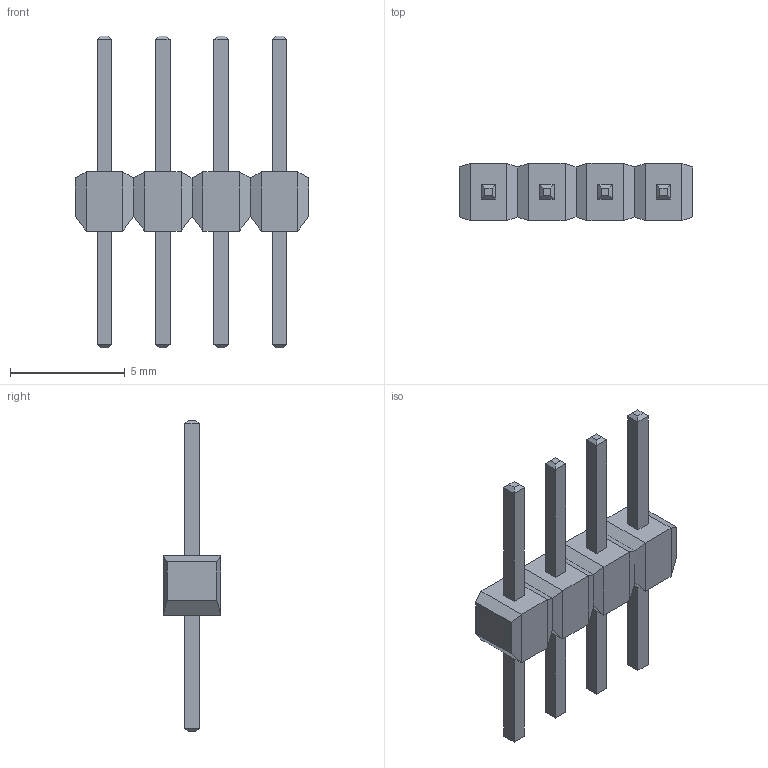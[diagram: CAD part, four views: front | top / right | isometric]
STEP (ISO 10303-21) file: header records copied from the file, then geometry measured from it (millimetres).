
FILE_DESCRIPTION(('STEP AP214'),'1');
FILE_NAME('CONN_PH1-04-UA_ADM','2023-09-13T03:52:52',(''),(''),'','','');
FILE_SCHEMA(('AUTOMOTIVE_DESIGN'));
Length unit declared in the file: millimetre
Products named in the file (1): product
Bounding box: 10.16 x 2.49 x 13.56 mm (x, y, z)
Volume: 77.2 mm3; surface area: 229.7 mm2
Topology: 9 solids, 9 shells, 130 faces, 260 edges, 148 vertices
Faces by surface type: plane 130
Entity records: 3218 total; most frequent: DIRECTION 522, ORIENTED_EDGE 520, CARTESIAN_POINT 279, EDGE_CURVE 260, LINE 260, VECTOR 260, VERTEX_POINT 148, AXIS2_PLACEMENT_3D 131
